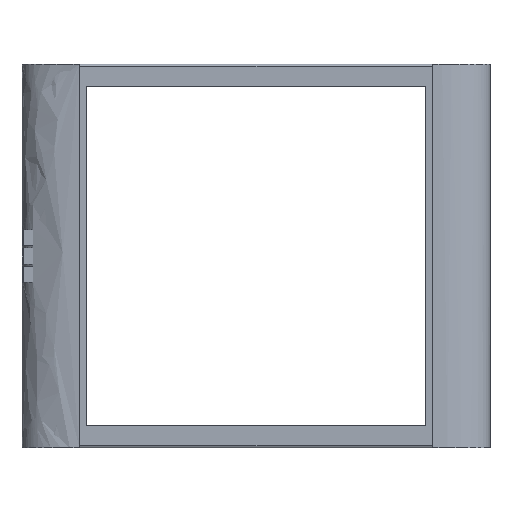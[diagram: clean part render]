
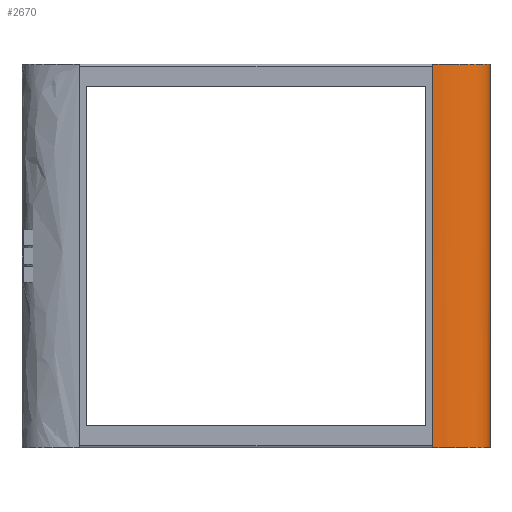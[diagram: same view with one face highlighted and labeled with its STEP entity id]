
A CAD part, left-side view. The second image highlights one B-rep face of the part: STEP entity #2670.
In plain terms, the highlighted free-form (B-spline) face has degree [1, 2] with [2, 9] control points.
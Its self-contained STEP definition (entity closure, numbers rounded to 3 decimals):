
#841=CARTESIAN_POINT('',(-16.9,-241.755,0.0));
#842=VERTEX_POINT('',#841);
#849=CARTESIAN_POINT('',(-16.9,-241.755,524.865));
#850=VERTEX_POINT('',#849);
#851=CARTESIAN_POINT('',(-16.9,-241.755,0.0));
#852=DIRECTION('',(0.0,0.0,1.0));
#853=VECTOR('',#852,524.865);
#854=LINE('',#851,#853);
#855=EDGE_CURVE('',#842,#850,#854,.T.);
#1540=CARTESIAN_POINT('',(28.907,-320.2,0.0));
#1541=VERTEX_POINT('',#1540);
#1548=CARTESIAN_POINT('',(28.907,-241.755,0.0));
#1549=DIRECTION('',(0.0,0.0,1.0));
#1550=DIRECTION('',(0.0,-1.0,0.0));
#1551=AXIS2_PLACEMENT_3D('',#1548,#1549,#1550);
#1552=ELLIPSE('',#1551,78.445,45.808);
#1553=EDGE_CURVE('',#842,#1541,#1552,.T.);
#2608=CARTESIAN_POINT('',(28.907,-320.2,524.865));
#2609=VERTEX_POINT('',#2608);
#2616=CARTESIAN_POINT('',(28.907,-320.2,0.0));
#2617=DIRECTION('',(0.0,0.0,1.0));
#2618=VECTOR('',#2617,524.865);
#2619=LINE('',#2616,#2618);
#2620=EDGE_CURVE('',#1541,#2609,#2619,.T.);
#2632=CARTESIAN_POINT('',(28.907,-163.31,524.865));
#2633=CARTESIAN_POINT('',(28.907,-163.31,0.0));
#2634=CARTESIAN_POINT('',(-16.9,-163.31,524.865));
#2635=CARTESIAN_POINT('',(-16.9,-163.31,0.0));
#2636=CARTESIAN_POINT('',(-16.9,-241.755,524.865));
#2637=CARTESIAN_POINT('',(-16.9,-241.755,0.0));
#2638=CARTESIAN_POINT('',(-16.9,-320.2,524.865));
#2639=CARTESIAN_POINT('',(-16.9,-320.2,0.0));
#2640=CARTESIAN_POINT('',(28.907,-320.2,524.865));
#2641=CARTESIAN_POINT('',(28.907,-320.2,0.0));
#2642=CARTESIAN_POINT('',(74.715,-320.2,524.865));
#2643=CARTESIAN_POINT('',(74.715,-320.2,0.0));
#2644=CARTESIAN_POINT('',(74.715,-241.755,524.865));
#2645=CARTESIAN_POINT('',(74.715,-241.755,0.0));
#2646=CARTESIAN_POINT('',(74.715,-163.31,524.865));
#2647=CARTESIAN_POINT('',(74.715,-163.31,0.0));
#2648=CARTESIAN_POINT('',(28.907,-163.31,524.865));
#2649=CARTESIAN_POINT('',(28.907,-163.31,0.0));
#2657=(BOUNDED_SURFACE()B_SPLINE_SURFACE(1,2,((#2632,#2634,#2636,#2638,#2640,#2642,#2644,#2646,#2648),(#2633,#2635,#2637,#2639,#2641,#2643,#2645,#2647,#2649)),.UNSPECIFIED.,.F.,.T.,.U.)B_SPLINE_SURFACE_WITH_KNOTS((2,2),(3,2,2,2,3),(-6.691,0.0),(0.0,123.221,246.442,369.663,492.884),.UNSPECIFIED.)GEOMETRIC_REPRESENTATION_ITEM()RATIONAL_B_SPLINE_SURFACE(((1.0,0.707,1.0,0.707,1.0,0.707,1.0,0.707,1.0),(1.0,0.707,1.0,0.707,1.0,0.707,1.0,0.707,1.0)))REPRESENTATION_ITEM('')SURFACE());
#2658=CARTESIAN_POINT('',(28.907,-241.755,524.865));
#2659=DIRECTION('',(0.0,0.0,-1.0));
#2660=DIRECTION('',(0.0,-1.0,0.0));
#2661=AXIS2_PLACEMENT_3D('',#2658,#2659,#2660);
#2662=ELLIPSE('',#2661,78.445,45.808);
#2663=EDGE_CURVE('',#2609,#850,#2662,.T.);
#2664=ORIENTED_EDGE('',*,*,#2663,.T.);
#2665=ORIENTED_EDGE('',*,*,#855,.F.);
#2666=ORIENTED_EDGE('',*,*,#1553,.T.);
#2667=ORIENTED_EDGE('',*,*,#2620,.T.);
#2668=EDGE_LOOP('',(#2664,#2665,#2666,#2667));
#2669=FACE_OUTER_BOUND('',#2668,.T.);
#2670=ADVANCED_FACE('',(#2669),#2657,.T.);
